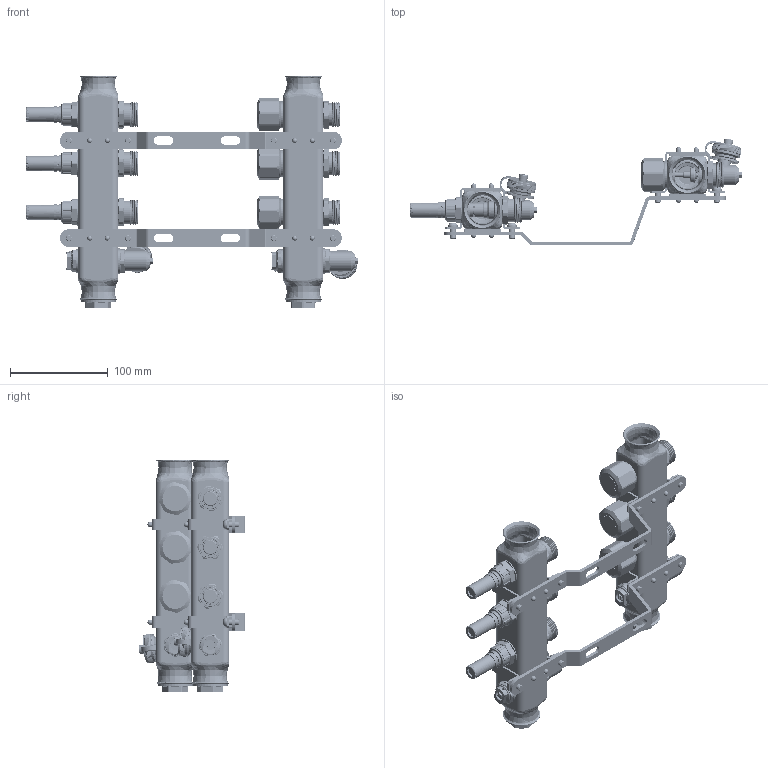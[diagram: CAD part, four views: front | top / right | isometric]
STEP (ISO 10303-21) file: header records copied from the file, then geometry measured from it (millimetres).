
FILE_DESCRIPTION (( 'STEP AP214' ), '1' );
FILE_NAME ('SSM-3RF.STEP', '2023-11-11T14:58:01', ( '' ), ( '' ), 'SwSTEP 2.0', 'SolidWorks 2018', '' );
FILE_SCHEMA (( 'AUTOMOTIVE_DESIGN' ));
Length unit declared in the file: millimetre
Products named in the file (51): 覦僅杶; 囀鞠褒諉芛; 砎蝶菁啣; W3100-15邿阨概.STEP; O____16x1.9.STEP; SSM-3RF; 肣菁啣; 4h; 3100-15-03____.STEP; 粟銅釱; 3100-15-05____.STEP; 粟銅杶; 裝赽; 齬ァ概呿蹋芛; 媼芛簽; O____10x2.5.STEP; 覦僅裔; ѹñ; O____7x1.5.STEP; 326.200.00__________24.2x2.STEP; 3100-15-04______.STEP; O____13x1.5.STEP; W3100-15邿阨概; 霜講數諉芛; 霜講數郪蚾4; 霜講數蚾饜极; 3100-15-02____.STEP; 齬ァ概肣璃; 霜講數肣媼芛; 蚾饜极す砎々; 盓殤砎々18潔擒; 齬ァ概羲壽; 縐遠; 滑菸盓殤縐遠; 齬ァ概; 354.002.00__________.STEP; 粟銅概郋蚾饜极; 3100-15-01____.STEP; O____22x2.STEP; M6X12蹟佪 ...
Assembly tree (74 placements, depth 5):
  SSM-3RF
    概郋郪蚾4
      4h
      粟銅概郋蚾饜极  x3
        媼芛簽
        ѹñ
        祥凄詩裝赽
        粟銅杶
        肣菁啣
        砎蝶菁啣
        7.6x1.9
        18X2.5
      懦伎鬥忒謫  x3
      囀鞠褒諉芛  x3
      黑簽
      W3100-15邿阨概
        W3100-15邿阨概.STEP
          3100-15-01____.STEP
          3100-15-02____.STEP
          3100-15-03____.STEP
          3100-15-04______.STEP
          O____10x2.5.STEP
          O____13x1.5.STEP
          O____7x1.5.STEP
          O____22x2.STEP
          3100-15-05____.STEP
          326.200.00__________24.2x2.STEP
          O____16x1.9.STEP  x2
          354.002.00__________.STEP
      齬ァ概
        齬ァ概肣璃
        齬ァ概呿蹋芛
        齬ァ概羲壽
        18X2
    霜講數郪蚾4
      霜講數諉芛  x3
      霜講數蚾饜极  x3
        呿蹋羲壽
        裝赽
        粟銅釱
        粟銅
        覦僅杶
        霜講數躇猾菜
        覦僅裔
        18X2
        霜講數肣媼芛
      4h
      黑簽
      W3100-15邿阨概
        W3100-15邿阨概.STEP
          3100-15-01____.STEP
          3100-15-02____.STEP
          3100-15-03____.STEP
          3100-15-04______.STEP
          O____10x2.5.STEP
          O____13x1.5.STEP
          O____7x1.5.STEP
          O____22x2.STEP
          3100-15-05____.STEP
          326.200.00__________24.2x2.STEP
Bounding box: 340.1 x 109.47 x 238.6 mm (x, y, z)
Volume: 363968.4 mm3; surface area: 382811.8 mm2
Topology: 123 solids, 123 shells, 5572 faces, 14130 edges, 9032 vertices
Faces by surface type: cylinder 2323, plane 1749, cone 843, torus 400, bspline 257
Entity records: 117897 total; most frequent: CARTESIAN_POINT 66031, ORIENTED_EDGE 10656, DIRECTION 10115, EDGE_CURVE 5328, AXIS2_PLACEMENT_3D 4096, VERTEX_POINT 3408, EDGE_LOOP 2298, FACE_OUTER_BOUND 2088
